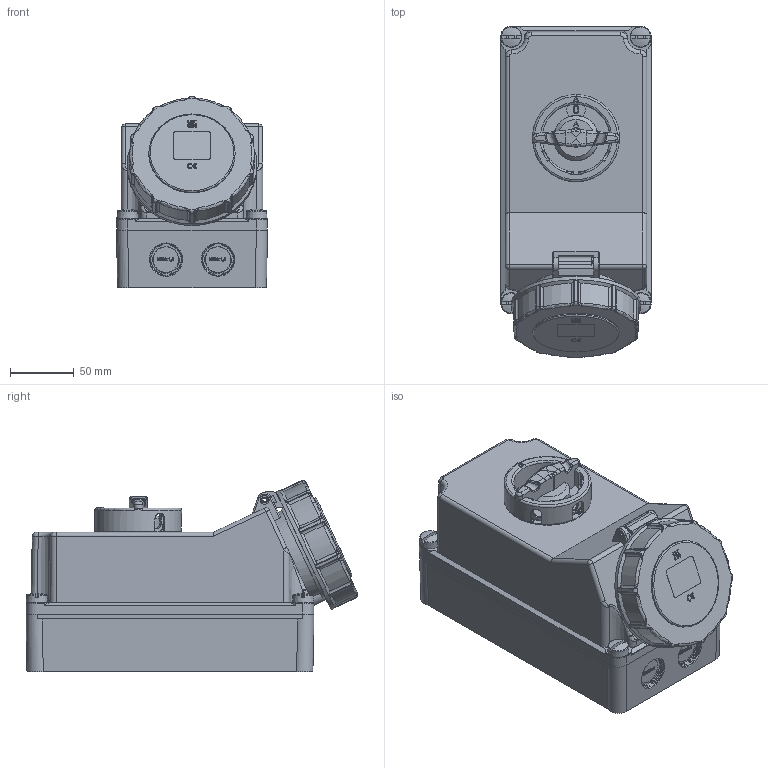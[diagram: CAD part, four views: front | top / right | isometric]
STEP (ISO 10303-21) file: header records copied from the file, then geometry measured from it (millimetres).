
FILE_DESCRIPTION(/* description */ (''),/* implementation_level */ '2;1');
FILE_NAME(/* name */ '160177.stp',/* time_stamp */ '2023-09-04T07:42:27+02:00',/* author */ ('mhost'),/* organization */ (''),/* preprocessor_version */ 'ST-DEVELOPER v17',/* originating_system */ 'Autodesk Inventor 2018',/* authorisation */ '');
FILE_SCHEMA (('AUTOMOTIVE_DESIGN { 1 0 10303 214 3 1 1 }'));
Products named in the file (1): 160177
Bounding box: 118 x 259.46 x 149.66 mm (x, y, z)
Volume: 2931814.4 mm3; surface area: 177028.4 mm2
Topology: 1 solids, 4 shells, 1540 faces, 4101 edges, 2633 vertices
Faces by surface type: plane 663, bspline 434, cylinder 304, torus 69, cone 59, sphere 11
Full cylindrical faces by diameter (mm): 1.1 x4, 4.3 x2, 6.607 x4, 7 x2, 25 x4, 57 x1, 58.04 x1, 64 x1, 67 x1, 67.5 x1, 68 x1, 101.5 x1
Entity records: 63181 total; most frequent: CARTESIAN_POINT 26346, ORIENTED_EDGE 8128, DIRECTION 5993, EDGE_CURVE 4064, VERTEX_POINT 2634, AXIS2_PLACEMENT_3D 2025, LINE 1943, VECTOR 1943
